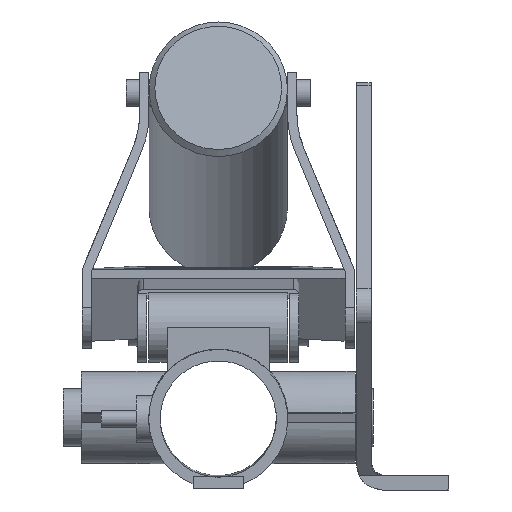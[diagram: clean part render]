
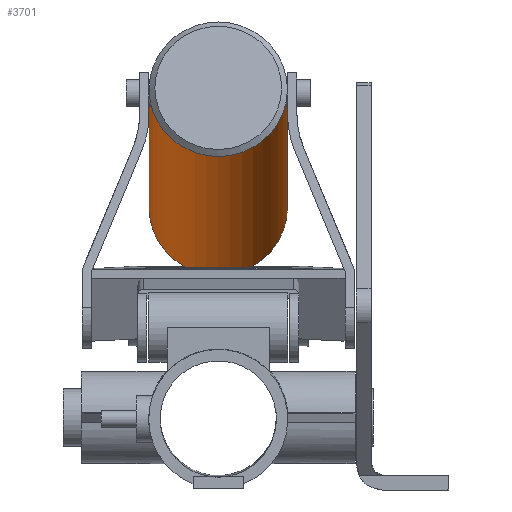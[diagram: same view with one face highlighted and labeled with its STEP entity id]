
A CAD part, left-side view. The second image highlights one B-rep face of the part: STEP entity #3701.
In plain terms, the highlighted cylindrical face has radius 9.525 mm (diameter 19.05 mm), a full revolution.
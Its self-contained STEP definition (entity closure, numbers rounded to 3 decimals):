
#913=FACE_BOUND($,#1264,.T.);
#1026=FACE_OUTER_BOUND($,#1263,.T.);
#1263=EDGE_LOOP($,(#2699));
#1264=EDGE_LOOP($,(#2700));
#1534=CIRCLE($,#3964,9.525);
#1535=CIRCLE($,#3966,9.525);
#1711=VERTEX_POINT($,#5615);
#1712=VERTEX_POINT($,#5618);
#2092=EDGE_CURVE($,#1711,#1711,#1534,.T.);
#2093=EDGE_CURVE($,#1712,#1712,#1535,.T.);
#2699=ORIENTED_EDGE($,*,*,#2093,.F.);
#2700=ORIENTED_EDGE($,*,*,#2092,.F.);
#3533=CYLINDRICAL_SURFACE($,#3965,9.525);
#3701=ADVANCED_FACE($,(#1026,#913),#3533,.T.);
#3964=AXIS2_PLACEMENT_3D($,#5616,#4477,#4478);
#3965=AXIS2_PLACEMENT_3D($,#5617,#4479,#4480);
#3966=AXIS2_PLACEMENT_3D($,#5619,#4481,#4482);
#4477=DIRECTION('center_axis',(1.,0.,0.));
#4478=DIRECTION('ref_axis',(0.,0.,-1.));
#4479=DIRECTION('center_axis',(-1.,0.,0.));
#4480=DIRECTION('ref_axis',(0.,0.,1.));
#4481=DIRECTION('center_axis',(-1.,0.,0.));
#4482=DIRECTION('ref_axis',(0.,0.,-1.));
#5615=CARTESIAN_POINT('',(-0.8,0.,9.525));
#5616=CARTESIAN_POINT('Origin',(-0.8,0.,0.));
#5617=CARTESIAN_POINT('Origin',(-35.8,0.,0.));
#5618=CARTESIAN_POINT('',(-70.8,0.,9.525));
#5619=CARTESIAN_POINT('Origin',(-70.8,0.,0.));
